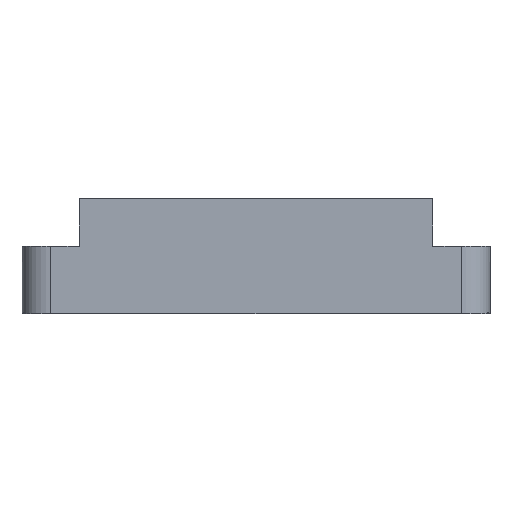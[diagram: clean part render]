
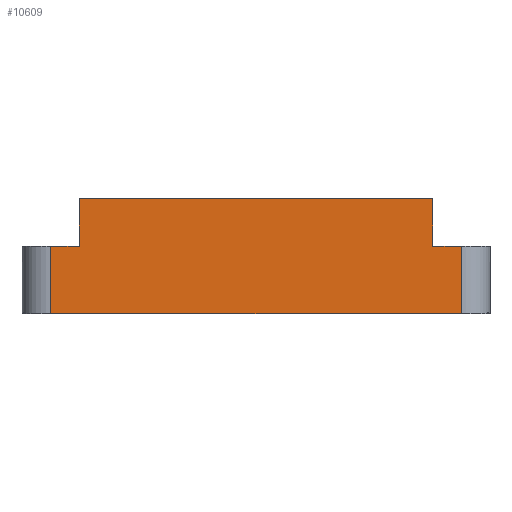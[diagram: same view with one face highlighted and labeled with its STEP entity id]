
A CAD part, left-side view. The second image highlights one B-rep face of the part: STEP entity #10609.
In plain terms, the highlighted planar face has unit normal (-1, 0, 0).
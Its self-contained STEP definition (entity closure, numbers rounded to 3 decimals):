
#3905 = VERTEX_POINT('',#3906);
#3906 = CARTESIAN_POINT('',(-64.5,-54.5,-15.));
#3913 = EDGE_CURVE('',#3905,#3914,#3916,.T.);
#3914 = VERTEX_POINT('',#3915);
#3915 = CARTESIAN_POINT('',(-64.5,52.5,-15.));
#3916 = LINE('',#3917,#3918);
#3917 = CARTESIAN_POINT('',(-64.5,-54.5,-15.));
#3918 = VECTOR('',#3919,1.);
#3919 = DIRECTION('',(0.,1.,0.));
#5400 = VERTEX_POINT('',#5401);
#5401 = CARTESIAN_POINT('',(-64.5,-54.5,2.5));
#5408 = EDGE_CURVE('',#5400,#5409,#5411,.T.);
#5409 = VERTEX_POINT('',#5410);
#5410 = CARTESIAN_POINT('',(-64.5,-47.1,2.5));
#5411 = LINE('',#5412,#5413);
#5412 = CARTESIAN_POINT('',(-64.5,-62.,2.5));
#5413 = VECTOR('',#5414,1.);
#5414 = DIRECTION('',(0.,1.,0.));
#5477 = EDGE_CURVE('',#3905,#5400,#5478,.T.);
#5478 = LINE('',#5479,#5480);
#5479 = CARTESIAN_POINT('',(-64.5,-54.5,-15.));
#5480 = VECTOR('',#5481,1.);
#5481 = DIRECTION('',(0.,0.,1.));
#10609 = ADVANCED_FACE('',(#10610),#10653,.T.);
#10610 = FACE_BOUND('',#10611,.T.);
#10611 = EDGE_LOOP('',(#10612,#10613,#10614,#10615,#10623,#10631,#10639,
    #10647));
#10612 = ORIENTED_EDGE('',*,*,#3913,.F.);
#10613 = ORIENTED_EDGE('',*,*,#5477,.T.);
#10614 = ORIENTED_EDGE('',*,*,#5408,.T.);
#10615 = ORIENTED_EDGE('',*,*,#10616,.T.);
#10616 = EDGE_CURVE('',#5409,#10617,#10619,.T.);
#10617 = VERTEX_POINT('',#10618);
#10618 = CARTESIAN_POINT('',(-64.5,-47.1,15.));
#10619 = LINE('',#10620,#10621);
#10620 = CARTESIAN_POINT('',(-64.5,-47.1,10.));
#10621 = VECTOR('',#10622,1.);
#10622 = DIRECTION('',(0.,0.,1.));
#10623 = ORIENTED_EDGE('',*,*,#10624,.F.);
#10624 = EDGE_CURVE('',#10625,#10617,#10627,.T.);
#10625 = VERTEX_POINT('',#10626);
#10626 = CARTESIAN_POINT('',(-64.5,45.1,15.));
#10627 = LINE('',#10628,#10629);
#10628 = CARTESIAN_POINT('',(-64.5,45.1,15.));
#10629 = VECTOR('',#10630,1.);
#10630 = DIRECTION('',(0.,-1.,0.));
#10631 = ORIENTED_EDGE('',*,*,#10632,.F.);
#10632 = EDGE_CURVE('',#10633,#10625,#10635,.T.);
#10633 = VERTEX_POINT('',#10634);
#10634 = CARTESIAN_POINT('',(-64.5,45.1,2.5));
#10635 = LINE('',#10636,#10637);
#10636 = CARTESIAN_POINT('',(-64.5,45.1,10.));
#10637 = VECTOR('',#10638,1.);
#10638 = DIRECTION('',(0.,0.,1.));
#10639 = ORIENTED_EDGE('',*,*,#10640,.F.);
#10640 = EDGE_CURVE('',#10641,#10633,#10643,.T.);
#10641 = VERTEX_POINT('',#10642);
#10642 = CARTESIAN_POINT('',(-64.5,52.5,2.5));
#10643 = LINE('',#10644,#10645);
#10644 = CARTESIAN_POINT('',(-64.5,60.,2.5));
#10645 = VECTOR('',#10646,1.);
#10646 = DIRECTION('',(-0.,-1.,-0.));
#10647 = ORIENTED_EDGE('',*,*,#10648,.F.);
#10648 = EDGE_CURVE('',#3914,#10641,#10649,.T.);
#10649 = LINE('',#10650,#10651);
#10650 = CARTESIAN_POINT('',(-64.5,52.5,-15.));
#10651 = VECTOR('',#10652,1.);
#10652 = DIRECTION('',(0.,0.,1.));
#10653 = PLANE('',#10654);
#10654 = AXIS2_PLACEMENT_3D('',#10655,#10656,#10657);
#10655 = CARTESIAN_POINT('',(-64.5,-1.,-0.675));
#10656 = DIRECTION('',(-1.,-0.,-0.));
#10657 = DIRECTION('',(0.,0.,-1.));
